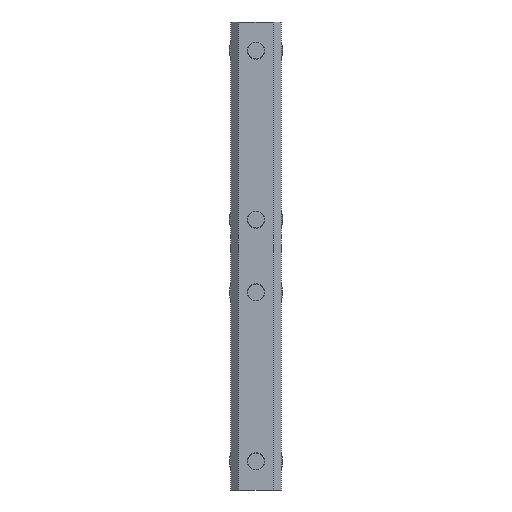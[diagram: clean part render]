
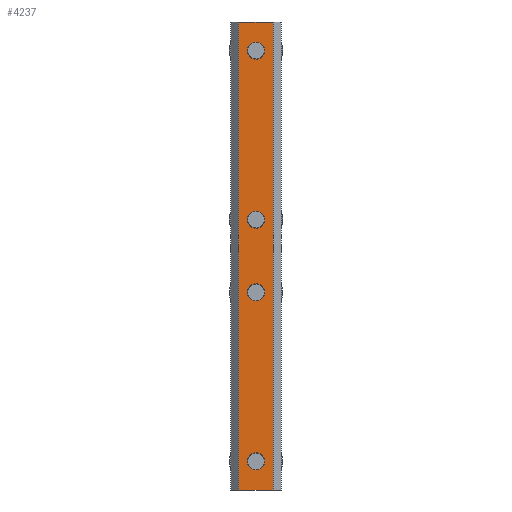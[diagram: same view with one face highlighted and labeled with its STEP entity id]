
A CAD part, front view. The second image highlights one B-rep face of the part: STEP entity #4237.
In plain terms, the highlighted planar face has unit normal (0, -1, 0).
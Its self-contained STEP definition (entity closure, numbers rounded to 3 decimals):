
#38 = CIRCLE ( 'NONE', #5420, 3.3 ) ;
#78 = EDGE_CURVE ( 'NONE', #5504, #7113, #132, .T. ) ;
#132 = CIRCLE ( 'NONE', #1034, 3.3 ) ;
#137 = CARTESIAN_POINT ( 'NONE',  ( 6.203, -8.398, 76. ) ) ;
#158 = VERTEX_POINT ( 'NONE', #2350 ) ;
#354 = CARTESIAN_POINT ( 'NONE',  ( 6.203, -8.398, 104. ) ) ;
#360 = CARTESIAN_POINT ( 'NONE',  ( -0.381, -8.398, 180. ) ) ;
#445 = DIRECTION ( 'NONE',  ( 1., 0., 0. ) ) ;
#482 = AXIS2_PLACEMENT_3D ( 'NONE', #5516, #8389, #9262 ) ;
#497 = FACE_BOUND ( 'NONE', #3677, .T. ) ;
#731 = VERTEX_POINT ( 'NONE', #3918 ) ;
#746 = CARTESIAN_POINT ( 'NONE',  ( 6.203, -8.398, 72.7 ) ) ;
#810 = DIRECTION ( 'NONE',  ( 0., 0., -1. ) ) ;
#853 = CARTESIAN_POINT ( 'NONE',  ( 6.203, -8.398, 169. ) ) ;
#988 = VERTEX_POINT ( 'NONE', #360 ) ;
#1034 = AXIS2_PLACEMENT_3D ( 'NONE', #354, #7551, #1142 ) ;
#1124 = CARTESIAN_POINT ( 'NONE',  ( 6.203, -8.398, 76. ) ) ;
#1142 = DIRECTION ( 'NONE',  ( 0., 0., -1. ) ) ;
#1201 = LINE ( 'NONE', #9173, #7954 ) ;
#1209 = CIRCLE ( 'NONE', #2102, 3.3 ) ;
#1238 = DIRECTION ( 'NONE',  ( 0., 1., 0. ) ) ;
#1333 = DIRECTION ( 'NONE',  ( 0., -1., 0. ) ) ;
#1658 = ORIENTED_EDGE ( 'NONE', *, *, #8460, .T. ) ;
#1660 = VECTOR ( 'NONE', #8773, 1000. ) ;
#1671 = CIRCLE ( 'NONE', #4663, 3.3 ) ;
#1684 = VECTOR ( 'NONE', #445, 1000. ) ;
#2003 = DIRECTION ( 'NONE',  ( 1., 0., 0. ) ) ;
#2102 = AXIS2_PLACEMENT_3D ( 'NONE', #7747, #1333, #6335 ) ;
#2230 = CARTESIAN_POINT ( 'NONE',  ( 6.203, -8.398, 7.7 ) ) ;
#2350 = CARTESIAN_POINT ( 'NONE',  ( -0.381, -8.398, 0. ) ) ;
#2383 = VERTEX_POINT ( 'NONE', #9108 ) ;
#2585 = CIRCLE ( 'NONE', #7816, 3.3 ) ;
#2620 = CARTESIAN_POINT ( 'NONE',  ( 6.203, -8.398, 11. ) ) ;
#2719 = CIRCLE ( 'NONE', #482, 3.3 ) ;
#2904 = ORIENTED_EDGE ( 'NONE', *, *, #3647, .T. ) ;
#2990 = DIRECTION ( 'NONE',  ( 0., 0., -1. ) ) ;
#3072 = EDGE_CURVE ( 'NONE', #988, #2383, #1201, .T. ) ;
#3101 = LINE ( 'NONE', #3200, #3265 ) ;
#3200 = CARTESIAN_POINT ( 'NONE',  ( -0.381, -8.398, 180. ) ) ;
#3265 = VECTOR ( 'NONE', #3888, 1000. ) ;
#3332 = CARTESIAN_POINT ( 'NONE',  ( 6.203, -8.398, 100.7 ) ) ;
#3418 = ORIENTED_EDGE ( 'NONE', *, *, #78, .F. ) ;
#3647 = EDGE_CURVE ( 'NONE', #731, #2383, #7313, .T. ) ;
#3677 = EDGE_LOOP ( 'NONE', ( #6621, #5419 ) ) ;
#3888 = DIRECTION ( 'NONE',  ( 0., 0., -1. ) ) ;
#3915 = EDGE_CURVE ( 'NONE', #6008, #6666, #1209, .T. ) ;
#3918 = CARTESIAN_POINT ( 'NONE',  ( 12.788, -8.398, 0. ) ) ;
#3963 = DIRECTION ( 'NONE',  ( 0., 0., -1. ) ) ;
#3986 = LINE ( 'NONE', #8362, #1684 ) ;
#4132 = FACE_OUTER_BOUND ( 'NONE', #6300, .T. ) ;
#4237 = ADVANCED_FACE ( 'NONE', ( #497, #4743, #4875, #7646, #4132 ), #9017, .F. ) ;
#4301 = EDGE_LOOP ( 'NONE', ( #6329, #8041 ) ) ;
#4445 = ORIENTED_EDGE ( 'NONE', *, *, #8118, .F. ) ;
#4532 = DIRECTION ( 'NONE',  ( 0., -1., 0. ) ) ;
#4663 = AXIS2_PLACEMENT_3D ( 'NONE', #853, #6396, #810 ) ;
#4675 = DIRECTION ( 'NONE',  ( 0., 0., -1. ) ) ;
#4719 = DIRECTION ( 'NONE',  ( 0., -1., 0. ) ) ;
#4743 = FACE_BOUND ( 'NONE', #4940, .T. ) ;
#4875 = FACE_BOUND ( 'NONE', #6182, .T. ) ;
#4893 = EDGE_CURVE ( 'NONE', #7285, #8520, #8672, .T. ) ;
#4918 = CARTESIAN_POINT ( 'NONE',  ( 6.203, -8.398, 14.3 ) ) ;
#4940 = EDGE_LOOP ( 'NONE', ( #4445, #3418 ) ) ;
#5163 = EDGE_CURVE ( 'NONE', #988, #158, #3101, .T. ) ;
#5240 = CARTESIAN_POINT ( 'NONE',  ( 12.788, -8.398, 180. ) ) ;
#5369 = DIRECTION ( 'NONE',  ( 0., 0., -1. ) ) ;
#5419 = ORIENTED_EDGE ( 'NONE', *, *, #3915, .F. ) ;
#5420 = AXIS2_PLACEMENT_3D ( 'NONE', #137, #7201, #2990 ) ;
#5504 = VERTEX_POINT ( 'NONE', #5933 ) ;
#5516 = CARTESIAN_POINT ( 'NONE',  ( 6.203, -8.398, 11. ) ) ;
#5933 = CARTESIAN_POINT ( 'NONE',  ( 6.203, -8.398, 107.3 ) ) ;
#5949 = CARTESIAN_POINT ( 'NONE',  ( 6.203, -8.398, 165.7 ) ) ;
#6008 = VERTEX_POINT ( 'NONE', #8786 ) ;
#6160 = VERTEX_POINT ( 'NONE', #7156 ) ;
#6171 = ORIENTED_EDGE ( 'NONE', *, *, #3072, .F. ) ;
#6182 = EDGE_LOOP ( 'NONE', ( #6527, #8570 ) ) ;
#6189 = CARTESIAN_POINT ( 'NONE',  ( -0.547, -8.398, 180. ) ) ;
#6286 = AXIS2_PLACEMENT_3D ( 'NONE', #6189, #1238, #9064 ) ;
#6300 = EDGE_LOOP ( 'NONE', ( #1658, #2904, #6171, #7410 ) ) ;
#6329 = ORIENTED_EDGE ( 'NONE', *, *, #4893, .F. ) ;
#6333 = EDGE_CURVE ( 'NONE', #6160, #7010, #6439, .T. ) ;
#6335 = DIRECTION ( 'NONE',  ( 0., 0., -1. ) ) ;
#6396 = DIRECTION ( 'NONE',  ( 0., -1., 0. ) ) ;
#6439 = CIRCLE ( 'NONE', #8852, 3.3 ) ;
#6527 = ORIENTED_EDGE ( 'NONE', *, *, #9208, .F. ) ;
#6621 = ORIENTED_EDGE ( 'NONE', *, *, #7943, .F. ) ;
#6666 = VERTEX_POINT ( 'NONE', #5949 ) ;
#6772 = CARTESIAN_POINT ( 'NONE',  ( 6.203, -8.398, 104. ) ) ;
#6864 = AXIS2_PLACEMENT_3D ( 'NONE', #2620, #4719, #4675 ) ;
#7010 = VERTEX_POINT ( 'NONE', #746 ) ;
#7066 = EDGE_CURVE ( 'NONE', #8520, #7285, #2719, .T. ) ;
#7113 = VERTEX_POINT ( 'NONE', #3332 ) ;
#7156 = CARTESIAN_POINT ( 'NONE',  ( 6.203, -8.398, 79.3 ) ) ;
#7201 = DIRECTION ( 'NONE',  ( 0., -1., 0. ) ) ;
#7285 = VERTEX_POINT ( 'NONE', #2230 ) ;
#7313 = LINE ( 'NONE', #5240, #1660 ) ;
#7410 = ORIENTED_EDGE ( 'NONE', *, *, #5163, .T. ) ;
#7551 = DIRECTION ( 'NONE',  ( 0., -1., 0. ) ) ;
#7646 = FACE_BOUND ( 'NONE', #4301, .T. ) ;
#7747 = CARTESIAN_POINT ( 'NONE',  ( 6.203, -8.398, 169. ) ) ;
#7816 = AXIS2_PLACEMENT_3D ( 'NONE', #6772, #4532, #3963 ) ;
#7943 = EDGE_CURVE ( 'NONE', #6666, #6008, #1671, .T. ) ;
#7954 = VECTOR ( 'NONE', #2003, 1000. ) ;
#8041 = ORIENTED_EDGE ( 'NONE', *, *, #7066, .F. ) ;
#8118 = EDGE_CURVE ( 'NONE', #7113, #5504, #2585, .T. ) ;
#8362 = CARTESIAN_POINT ( 'NONE',  ( -0.547, -8.398, 0. ) ) ;
#8389 = DIRECTION ( 'NONE',  ( 0., -1., 0. ) ) ;
#8460 = EDGE_CURVE ( 'NONE', #158, #731, #3986, .T. ) ;
#8520 = VERTEX_POINT ( 'NONE', #4918 ) ;
#8570 = ORIENTED_EDGE ( 'NONE', *, *, #6333, .F. ) ;
#8672 = CIRCLE ( 'NONE', #6864, 3.3 ) ;
#8773 = DIRECTION ( 'NONE',  ( 0., 0., 1. ) ) ;
#8786 = CARTESIAN_POINT ( 'NONE',  ( 6.203, -8.398, 172.3 ) ) ;
#8852 = AXIS2_PLACEMENT_3D ( 'NONE', #1124, #8944, #5369 ) ;
#8944 = DIRECTION ( 'NONE',  ( 0., -1., 0. ) ) ;
#9017 = PLANE ( 'NONE',  #6286 ) ;
#9064 = DIRECTION ( 'NONE',  ( 1., 0., 0. ) ) ;
#9108 = CARTESIAN_POINT ( 'NONE',  ( 12.788, -8.398, 180. ) ) ;
#9173 = CARTESIAN_POINT ( 'NONE',  ( -0.547, -8.398, 180. ) ) ;
#9208 = EDGE_CURVE ( 'NONE', #7010, #6160, #38, .T. ) ;
#9262 = DIRECTION ( 'NONE',  ( 0., 0., -1. ) ) ;
